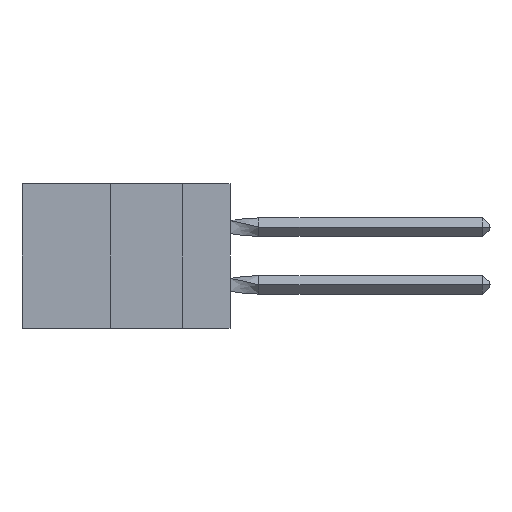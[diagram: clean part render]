
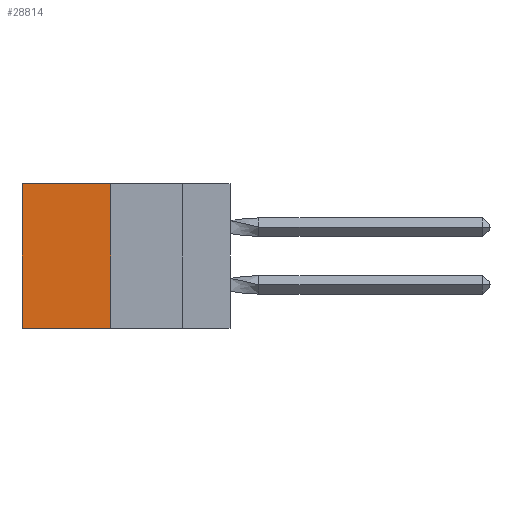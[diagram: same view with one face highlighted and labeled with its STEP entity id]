
A CAD part, left-side view. The second image highlights one B-rep face of the part: STEP entity #28814.
In plain terms, the highlighted planar face has unit normal (-1, 0, 0).
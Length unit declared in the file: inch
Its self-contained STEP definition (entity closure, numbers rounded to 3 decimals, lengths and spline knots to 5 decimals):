
#80 = CARTESIAN_POINT ( 'NONE',  ( 0.305, 0.413, -0.5 ) ) ;
#3308 = VECTOR ( 'NONE', #35965, 39.37008 ) ;
#4586 = LINE ( 'NONE', #13034, #3308 ) ;
#4690 = FACE_OUTER_BOUND ( 'NONE', #6144, .T. ) ;
#4736 = VERTEX_POINT ( 'NONE', #30442 ) ;
#5325 = EDGE_CURVE ( 'NONE', #35934, #4736, #33823, .T. ) ;
#6144 = EDGE_LOOP ( 'NONE', ( #7636, #24528, #32203, #11920 ) ) ;
#6571 = CARTESIAN_POINT ( 'NONE',  ( 0.305, 0.413, 0. ) ) ;
#7326 = DIRECTION ( 'NONE',  ( 0., 1., 0. ) ) ;
#7604 = EDGE_CURVE ( 'NONE', #35934, #11080, #32281, .T. ) ;
#7636 = ORIENTED_EDGE ( 'NONE', *, *, #22999, .T. ) ;
#8336 = CARTESIAN_POINT ( 'NONE',  ( 0.305, 0.413, -0.5 ) ) ;
#11080 = VERTEX_POINT ( 'NONE', #11175 ) ;
#11175 = CARTESIAN_POINT ( 'NONE',  ( 0.305, 0.72, 0. ) ) ;
#11317 = PLANE ( 'NONE',  #16563 ) ;
#11920 = ORIENTED_EDGE ( 'NONE', *, *, #7604, .T. ) ;
#13010 = LINE ( 'NONE', #8336, #34103 ) ;
#13034 = CARTESIAN_POINT ( 'NONE',  ( 0.305, 0.72, -0.5 ) ) ;
#13161 = VERTEX_POINT ( 'NONE', #19269 ) ;
#13298 = EDGE_CURVE ( 'NONE', #4736, #13161, #13010, .T. ) ;
#16563 = AXIS2_PLACEMENT_3D ( 'NONE', #80, #31236, #31372 ) ;
#17925 = VECTOR ( 'NONE', #7326, 39.37008 ) ;
#18579 = VECTOR ( 'NONE', #33825, 39.37008 ) ;
#19269 = CARTESIAN_POINT ( 'NONE',  ( 0.305, 0.72, -0.5 ) ) ;
#22999 = EDGE_CURVE ( 'NONE', #11080, #13161, #4586, .T. ) ;
#23685 = CARTESIAN_POINT ( 'NONE',  ( 0.305, 0.413, 0. ) ) ;
#24528 = ORIENTED_EDGE ( 'NONE', *, *, #13298, .F. ) ;
#25550 = CARTESIAN_POINT ( 'NONE',  ( 0.305, 0.413, -0.5 ) ) ;
#26073 = DIRECTION ( 'NONE',  ( 0., 1., 0. ) ) ;
#28814 = ADVANCED_FACE ( 'NONE', ( #4690 ), #11317, .F. ) ;
#30442 = CARTESIAN_POINT ( 'NONE',  ( 0.305, 0.413, -0.5 ) ) ;
#31236 = DIRECTION ( 'NONE',  ( 1., 0., 0. ) ) ;
#31372 = DIRECTION ( 'NONE',  ( 0., 0., -1. ) ) ;
#32203 = ORIENTED_EDGE ( 'NONE', *, *, #5325, .F. ) ;
#32281 = LINE ( 'NONE', #23685, #17925 ) ;
#33823 = LINE ( 'NONE', #25550, #18579 ) ;
#33825 = DIRECTION ( 'NONE',  ( 0., 0., -1. ) ) ;
#34103 = VECTOR ( 'NONE', #26073, 39.37008 ) ;
#35934 = VERTEX_POINT ( 'NONE', #6571 ) ;
#35965 = DIRECTION ( 'NONE',  ( 0., 0., -1. ) ) ;
